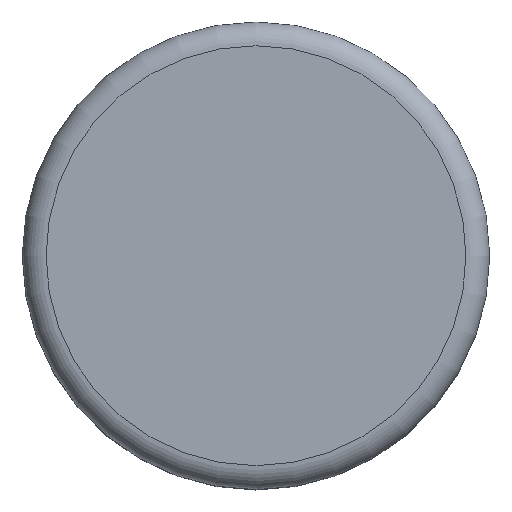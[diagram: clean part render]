
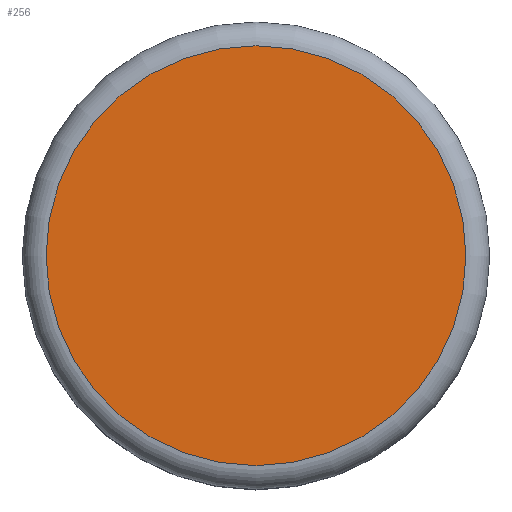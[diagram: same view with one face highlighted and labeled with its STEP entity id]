
A CAD part, top view. The second image highlights one B-rep face of the part: STEP entity #256.
In plain terms, the highlighted planar face has unit normal (0, 0, 1).
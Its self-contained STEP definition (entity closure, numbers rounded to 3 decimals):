
#256=ADVANCED_FACE('',(#453),#455,.T.);
#453=FACE_BOUND('',#454,.T.);
#454=EDGE_LOOP('',(#570));
#455=PLANE('',#456);
#456=AXIS2_PLACEMENT_3D('',#457,#458,#459);
#457=CARTESIAN_POINT('',(0.,0.,7.));
#458=DIRECTION('',(0.,0.,1.));
#459=DIRECTION('',(-1.,0.,0.));
#570=ORIENTED_EDGE('',*,*,#622,.T.);
#622=EDGE_CURVE('',#705,#705,#706,.T.);
#705=VERTEX_POINT('',#905);
#706=CIRCLE('',#906,4.415);
#905=CARTESIAN_POINT('',(-4.415,0.,7.));
#906=AXIS2_PLACEMENT_3D('',#907,#908,#909);
#907=CARTESIAN_POINT('',(0.,0.,7.));
#908=DIRECTION('',(0.,0.,1.));
#909=DIRECTION('',(-1.,0.,0.));
